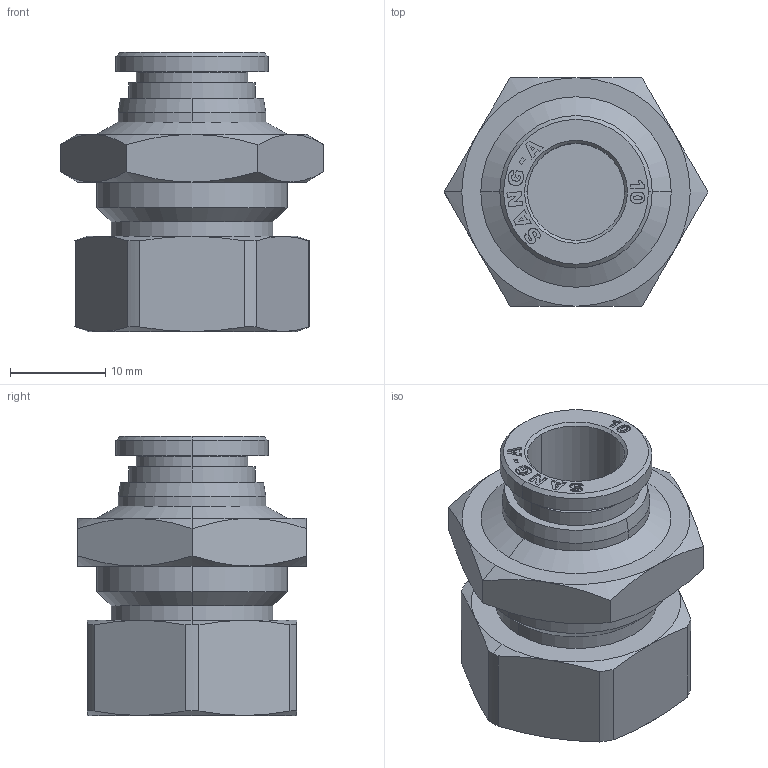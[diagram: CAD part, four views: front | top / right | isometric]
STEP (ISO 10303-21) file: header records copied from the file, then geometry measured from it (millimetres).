
FILE_DESCRIPTION (( 'STEP AP214' ), '1' );
FILE_NAME ('PMF10-G01.stp', '2015-09-23T11:22:40', ( '' ), ( '' ), 'SwSTEP 2.0', 'SolidWorks 2015', '' );
FILE_SCHEMA (( 'AUTOMOTIVE_DESIGN' ));
Length unit declared in the file: millimetre
Products named in the file (2): PMF10-G01; ｦ+ﾃｦ1
Assembly tree (1 placements, depth 2):
  PMF10-G01
    ｦ+ﾃｦ1
Bounding box: 27.71 x 24 x 29.3 mm (x, y, z)
Volume: 7687.4 mm3; surface area: 4106.7 mm2
Topology: 1 solids, 1 shells, 472 faces, 1314 edges, 863 vertices
Faces by surface type: plane 398, cone 44, cylinder 25, bspline 5
Entity records: 15399 total; most frequent: CARTESIAN_POINT 2986, ORIENTED_EDGE 2628, DIRECTION 2297, EDGE_CURVE 1314, LINE 1157, VECTOR 1157, VERTEX_POINT 863, AXIS2_PLACEMENT_3D 570
